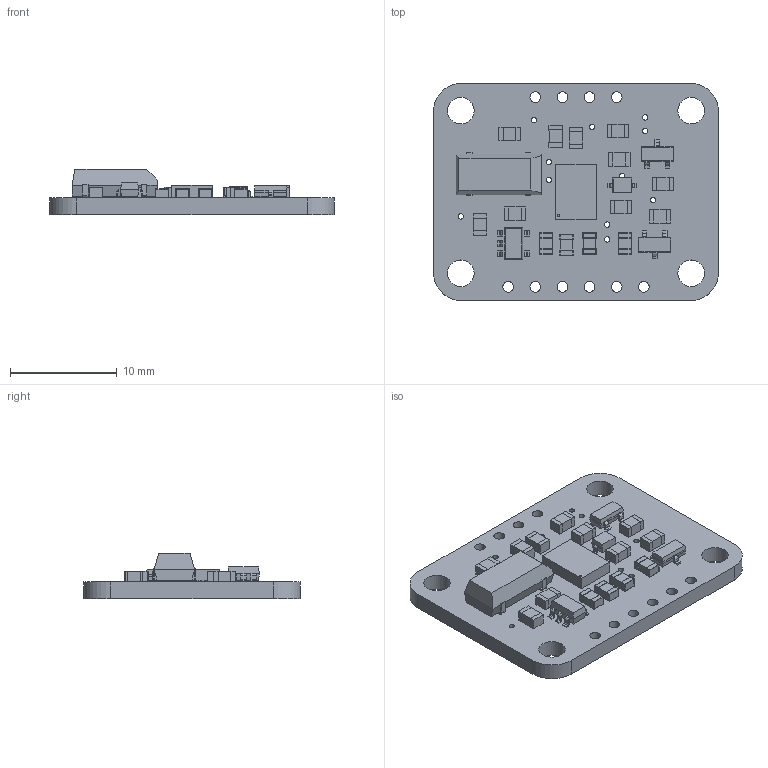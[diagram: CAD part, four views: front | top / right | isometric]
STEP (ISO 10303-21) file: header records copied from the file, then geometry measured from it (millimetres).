
FILE_DESCRIPTION(/* description */ (''),/* implementation_level */ '2;1');
FILE_NAME(/* name */ 'PCB Component.step',/* time_stamp */ '2022-10-18T12:36:39-04:00',/* author */ (''),/* organization */ (''),/* preprocessor_version */ 'ST-DEVELOPER v19',/* originating_system */ 'Autodesk Translation Framework v11.7.0.108',/* authorisation */ '');
FILE_SCHEMA (('AUTOMOTIVE_DESIGN { 1 0 10303 214 3 1 1 }'));
Length unit declared in the file: millimetre
Products named in the file (10): PCB Component; Board; BNO055; 10K; 32.768kHz; 10uF; BSS138; 10K_1; MIC5225-3.3; 1n4148
Assembly tree (21 placements, depth 2):
  PCB Component
    Board
    BNO055
    10K  x10
    32.768kHz
    10uF  x2
    BSS138  x2
    10K_1  x2
    MIC5225-3.3
    1n4148
Bounding box: 26.67 x 20.32 x 4.23 mm (x, y, z)
Volume: 935 mm3; surface area: 1757.1 mm2
Topology: 59 solids, 59 shells, 1044 faces, 2464 edges, 1504 vertices
Faces by surface type: plane 789, cylinder 191, sphere 64
Full cylindrical faces by diameter (mm): 0.214 x2, 0.5 x15, 1 x10, 2.5 x4
Entity records: 21129 total; most frequent: CARTESIAN_POINT 3523, DIRECTION 3474, ORIENTED_EDGE 3380, EDGE_CURVE 1690, LINE 1428, VECTOR 1428, VERTEX_POINT 1072, AXIS2_PLACEMENT_3D 1023
